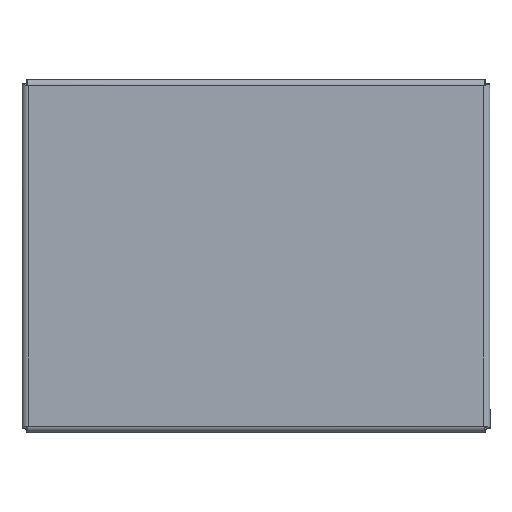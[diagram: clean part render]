
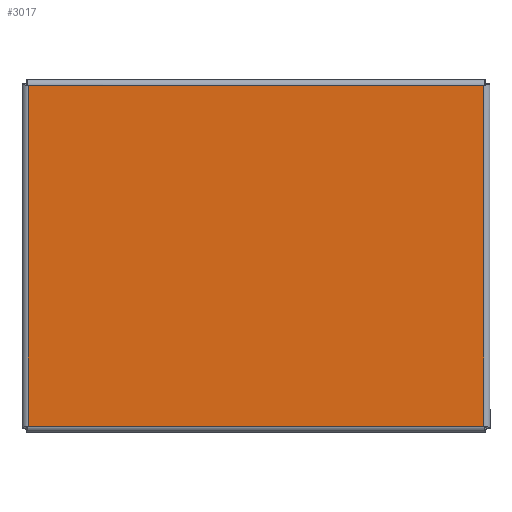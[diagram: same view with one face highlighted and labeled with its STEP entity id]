
A CAD part, top view. The second image highlights one B-rep face of the part: STEP entity #3017.
In plain terms, the highlighted planar face has unit normal (0, 0, 1).
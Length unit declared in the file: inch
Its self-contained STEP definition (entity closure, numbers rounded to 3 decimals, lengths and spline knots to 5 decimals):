
#225=PLANE($,#3217);
#425=LINE($,#4779,#655);
#430=LINE($,#4858,#660);
#434=LINE($,#4935,#664);
#438=LINE($,#5011,#668);
#655=VECTOR($,#3671,7.9145);
#660=VECTOR($,#3682,5.9145);
#664=VECTOR($,#3692,7.9145);
#668=VECTOR($,#3702,5.9145);
#942=FACE_OUTER_BOUND($,#1131,.T.);
#1131=EDGE_LOOP($,(#2313,#2314,#2315,#2316));
#1457=VERTEX_POINT($,#4770);
#1458=VERTEX_POINT($,#4778);
#1461=VERTEX_POINT($,#4850);
#1463=VERTEX_POINT($,#4927);
#1752=EDGE_CURVE($,#1458,#1457,#425,.T.);
#1761=EDGE_CURVE($,#1457,#1461,#430,.T.);
#1769=EDGE_CURVE($,#1461,#1463,#434,.T.);
#1777=EDGE_CURVE($,#1463,#1458,#438,.T.);
#2313=ORIENTED_EDGE($,*,*,#1752,.T.);
#2314=ORIENTED_EDGE($,*,*,#1761,.T.);
#2315=ORIENTED_EDGE($,*,*,#1769,.T.);
#2316=ORIENTED_EDGE($,*,*,#1777,.T.);
#3017=ADVANCED_FACE($,(#942),#225,.T.);
#3217=AXIS2_PLACEMENT_3D($,#5077,#3709,#3710);
#3671=DIRECTION($,(0.,1.,0.));
#3682=DIRECTION($,(-1.,0.,0.));
#3692=DIRECTION($,(0.,-1.,0.));
#3702=DIRECTION($,(1.,0.,0.));
#3709=DIRECTION('center_axis',(0.,0.,1.));
#3710=DIRECTION('ref_axis',(1.,0.,0.));
#4770=CARTESIAN_POINT('',(6.01975,8.01975,0.074));
#4778=CARTESIAN_POINT('',(6.01975,0.10525,0.074));
#4779=CARTESIAN_POINT($,(6.01975,2.08388,0.074));
#4850=CARTESIAN_POINT('',(0.10525,8.01975,0.074));
#4858=CARTESIAN_POINT($,(4.54113,8.01975,0.074));
#4927=CARTESIAN_POINT('',(0.10525,0.10525,0.074));
#4935=CARTESIAN_POINT($,(0.10525,6.04113,0.074));
#5011=CARTESIAN_POINT($,(1.58388,0.10525,0.074));
#5077=CARTESIAN_POINT('Origin',(3.0625,4.0625,0.074));
